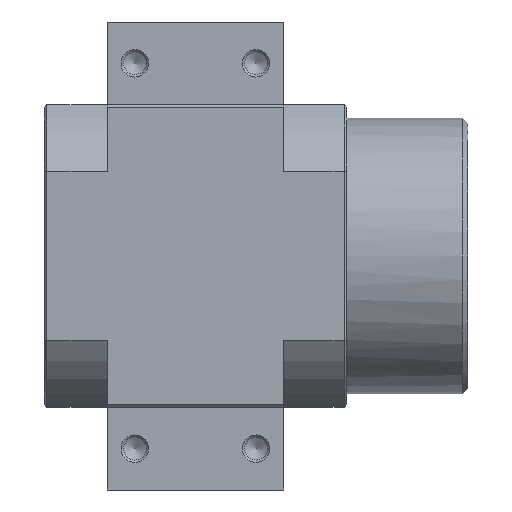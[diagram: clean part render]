
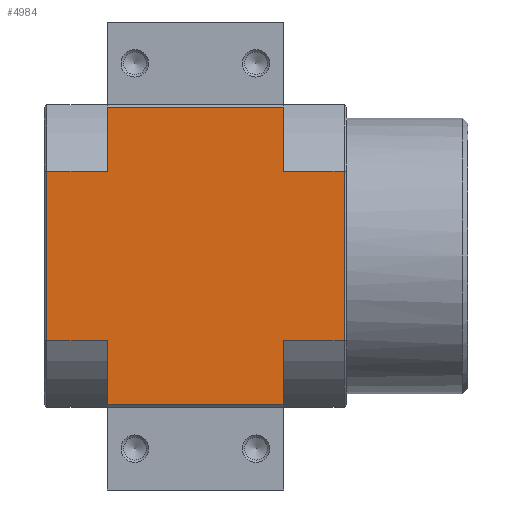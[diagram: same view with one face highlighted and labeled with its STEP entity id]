
A CAD part, left-side view. The second image highlights one B-rep face of the part: STEP entity #4984.
In plain terms, the highlighted face is planar.
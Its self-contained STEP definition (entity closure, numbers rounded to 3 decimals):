
#643=ORIENTED_EDGE('',*,*,#1760,.T.);
#644=ORIENTED_EDGE('',*,*,#1761,.F.);
#645=ORIENTED_EDGE('',*,*,#1762,.T.);
#646=ORIENTED_EDGE('',*,*,#1763,.F.);
#647=ORIENTED_EDGE('',*,*,#1764,.T.);
#648=ORIENTED_EDGE('',*,*,#1748,.F.);
#649=ORIENTED_EDGE('',*,*,#1765,.F.);
#650=ORIENTED_EDGE('',*,*,#1766,.T.);
#651=ORIENTED_EDGE('',*,*,#1767,.F.);
#652=ORIENTED_EDGE('',*,*,#1768,.T.);
#653=ORIENTED_EDGE('',*,*,#1769,.F.);
#654=ORIENTED_EDGE('',*,*,#1746,.T.);
#1746=EDGE_CURVE('',#2299,#2300,#2643,.T.);
#1748=EDGE_CURVE('',#2301,#2302,#2645,.T.);
#1760=EDGE_CURVE('',#2300,#2311,#2657,.T.);
#1761=EDGE_CURVE('',#2312,#2311,#2658,.T.);
#1762=EDGE_CURVE('',#2312,#2313,#2659,.T.);
#1763=EDGE_CURVE('',#2314,#2313,#2660,.F.);
#1764=EDGE_CURVE('',#2314,#2302,#2661,.T.);
#1765=EDGE_CURVE('',#2315,#2301,#2662,.T.);
#1766=EDGE_CURVE('',#2315,#2316,#2663,.F.);
#1767=EDGE_CURVE('',#2317,#2316,#2664,.T.);
#1768=EDGE_CURVE('',#2317,#2318,#2665,.T.);
#1769=EDGE_CURVE('',#2299,#2318,#2666,.T.);
#2299=VERTEX_POINT('',#7415);
#2300=VERTEX_POINT('',#7417);
#2301=VERTEX_POINT('',#7421);
#2302=VERTEX_POINT('',#7423);
#2311=VERTEX_POINT('',#7446);
#2312=VERTEX_POINT('',#7448);
#2313=VERTEX_POINT('',#7450);
#2314=VERTEX_POINT('',#7452);
#2315=VERTEX_POINT('',#7455);
#2316=VERTEX_POINT('',#7457);
#2317=VERTEX_POINT('',#7459);
#2318=VERTEX_POINT('',#7461);
#2643=LINE('',#7418,#2950);
#2645=LINE('',#7422,#2952);
#2657=LINE('',#7445,#2964);
#2658=LINE('',#7447,#2965);
#2659=LINE('',#7449,#2966);
#2660=LINE('',#7451,#2967);
#2661=LINE('',#7453,#2968);
#2662=LINE('',#7454,#2969);
#2663=LINE('',#7456,#2970);
#2664=LINE('',#7458,#2971);
#2665=LINE('',#7460,#2972);
#2666=LINE('',#7462,#2973);
#2950=VECTOR('',#6019,1000.);
#2952=VECTOR('',#6023,1000.);
#2964=VECTOR('',#6039,1000.);
#2965=VECTOR('',#6040,1000.);
#2966=VECTOR('',#6041,1000.);
#2967=VECTOR('',#6042,1000.);
#2968=VECTOR('',#6043,1000.);
#2969=VECTOR('',#6044,1000.);
#2970=VECTOR('',#6045,1000.);
#2971=VECTOR('',#6046,1000.);
#2972=VECTOR('',#6047,1000.);
#2973=VECTOR('',#6048,1000.);
#3213=EDGE_LOOP('',(#643,#644,#645,#646,#647,#648,#649,#650,#651,#652,#653,
#654));
#3588=FACE_BOUND('',#3213,.T.);
#3947=PLANE('',#5343);
#4984=ADVANCED_FACE('',(#3588),#3947,.F.);
#5343=AXIS2_PLACEMENT_3D('',#7444,#6037,#6038);
#6019=DIRECTION('',(0.,-1.,0.));
#6023=DIRECTION('',(0.,-1.,0.));
#6037=DIRECTION('',(0.,0.,1.));
#6038=DIRECTION('',(1.,0.,0.));
#6039=DIRECTION('',(-1.,0.,0.));
#6040=DIRECTION('',(0.,1.,0.));
#6041=DIRECTION('',(-1.,0.,0.));
#6042=DIRECTION('',(0.,1.,0.));
#6043=DIRECTION('',(-1.,0.,0.));
#6044=DIRECTION('',(-1.,0.,0.));
#6045=DIRECTION('',(0.,-1.,0.));
#6046=DIRECTION('',(-1.,0.,0.));
#6047=DIRECTION('',(0.,-1.,0.));
#6048=DIRECTION('',(-1.,0.,0.));
#7415=CARTESIAN_POINT('',(27.,16.,-27.5));
#7417=CARTESIAN_POINT('',(27.,-16.,-27.5));
#7418=CARTESIAN_POINT('',(27.,27.5,-27.5));
#7421=CARTESIAN_POINT('',(-27.,16.,-27.5));
#7422=CARTESIAN_POINT('',(-27.,27.5,-27.5));
#7423=CARTESIAN_POINT('',(-27.,-16.,-27.5));
#7444=CARTESIAN_POINT('',(27.,27.5,-27.5));
#7445=CARTESIAN_POINT('',(27.,-16.,-27.5));
#7446=CARTESIAN_POINT('',(15.362,-16.,-27.5));
#7447=CARTESIAN_POINT('',(15.362,-36.,-27.5));
#7448=CARTESIAN_POINT('',(15.362,-27.,-27.5));
#7449=CARTESIAN_POINT('',(20.,-27.,-27.5));
#7450=CARTESIAN_POINT('',(-15.362,-27.,-27.5));
#7451=CARTESIAN_POINT('',(-15.362,-36.,-27.5));
#7452=CARTESIAN_POINT('',(-15.362,-16.,-27.5));
#7453=CARTESIAN_POINT('',(27.,-16.,-27.5));
#7454=CARTESIAN_POINT('',(27.,16.,-27.5));
#7455=CARTESIAN_POINT('',(-15.362,16.,-27.5));
#7456=CARTESIAN_POINT('',(-15.362,36.,-27.5));
#7457=CARTESIAN_POINT('',(-15.362,27.,-27.5));
#7458=CARTESIAN_POINT('',(20.,27.,-27.5));
#7459=CARTESIAN_POINT('',(15.362,27.,-27.5));
#7460=CARTESIAN_POINT('',(15.362,36.,-27.5));
#7461=CARTESIAN_POINT('',(15.362,16.,-27.5));
#7462=CARTESIAN_POINT('',(27.,16.,-27.5));
